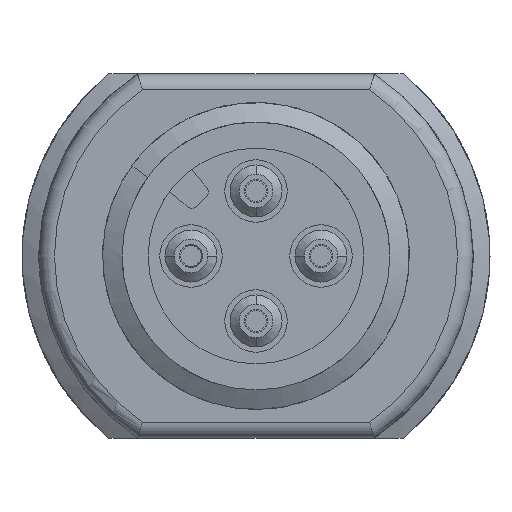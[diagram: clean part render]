
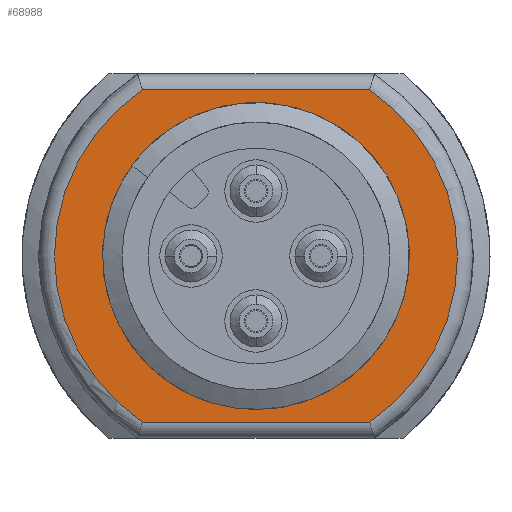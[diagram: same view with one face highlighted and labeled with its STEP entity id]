
A CAD part, front view. The second image highlights one B-rep face of the part: STEP entity #68988.
In plain terms, the highlighted face is planar.
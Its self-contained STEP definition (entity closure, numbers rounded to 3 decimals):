
#65134=CARTESIAN_POINT('',(0.,0.,0.));
#65135=DIRECTION('',(0.,1.,0.));
#65136=DIRECTION('',(1.,0.,0.));
#65137=AXIS2_PLACEMENT_3D('',#65134,#65135,#65136);
#65139=CARTESIAN_POINT('',(0.,0.,0.));
#65140=DIRECTION('',(0.,1.,0.));
#65141=DIRECTION('',(-1.,0.,0.));
#65142=AXIS2_PLACEMENT_3D('',#65139,#65140,#65141);
#65196=CARTESIAN_POINT('',(0.,0.,0.));
#65197=DIRECTION('',(0.,1.,0.));
#65198=DIRECTION('',(0.564,0.,0.826));
#65199=AXIS2_PLACEMENT_3D('',#65196,#65197,#65198);
#65215=DIRECTION('',(1.,0.,0.));
#65216=VECTOR('',#65215,8.741);
#65217=CARTESIAN_POINT('',(-4.37,0.,-6.4));
#65218=LINE('',#65217,#65216);
#65246=CARTESIAN_POINT('',(0.,0.,0.));
#65247=DIRECTION('',(0.,1.,0.));
#65248=DIRECTION('',(-0.564,0.,-0.826));
#65249=AXIS2_PLACEMENT_3D('',#65246,#65247,#65248);
#65324=DIRECTION('',(-1.,0.,0.));
#65325=VECTOR('',#65324,8.741);
#65326=CARTESIAN_POINT('',(4.371,0.,6.4));
#65327=LINE('',#65326,#65325);
#68435=CARTESIAN_POINT('',(4.37,0.,6.4));
#68436=CARTESIAN_POINT('',(4.37,0.,-6.4));
#68437=VERTEX_POINT('',#68435);
#68438=VERTEX_POINT('',#68436);
#68443=CARTESIAN_POINT('',(-4.371,0.,6.4));
#68444=VERTEX_POINT('',#68443);
#68449=CARTESIAN_POINT('',(-4.37,0.,-6.4));
#68450=VERTEX_POINT('',#68449);
#68455=CARTESIAN_POINT('',(5.15,0.,0.));
#68456=CARTESIAN_POINT('',(-5.15,0.,0.));
#68457=VERTEX_POINT('',#68455);
#68458=VERTEX_POINT('',#68456);
#68967=CARTESIAN_POINT('',(16.,0.,-11.448));
#68968=DIRECTION('',(0.,-1.,0.));
#68969=DIRECTION('',(-1.,0.,0.));
#68970=AXIS2_PLACEMENT_3D('',#68967,#68968,#68969);
#68971=PLANE('',#68970);
#68973=ORIENTED_EDGE('',*,*,#68972,.F.);
#68975=ORIENTED_EDGE('',*,*,#68974,.T.);
#68977=ORIENTED_EDGE('',*,*,#68976,.F.);
#68979=ORIENTED_EDGE('',*,*,#68978,.T.);
#68980=EDGE_LOOP('',(#68973,#68975,#68977,#68979));
#68981=FACE_OUTER_BOUND('',#68980,.F.);
#68983=ORIENTED_EDGE('',*,*,#68982,.T.);
#68985=ORIENTED_EDGE('',*,*,#68984,.T.);
#68986=EDGE_LOOP('',(#68983,#68985));
#68987=FACE_BOUND('',#68986,.F.);
#65138=CIRCLE('',#65137,5.15);
#65143=CIRCLE('',#65142,5.15);
#65200=CIRCLE('',#65199,7.75);
#65250=CIRCLE('',#65249,7.75);
#68972=EDGE_CURVE('',#68437,#68438,#65200,.T.);
#68974=EDGE_CURVE('',#68437,#68444,#65327,.T.);
#68976=EDGE_CURVE('',#68450,#68444,#65250,.T.);
#68978=EDGE_CURVE('',#68450,#68438,#65218,.T.);
#68982=EDGE_CURVE('',#68457,#68458,#65138,.T.);
#68984=EDGE_CURVE('',#68458,#68457,#65143,.T.);
#68988=ADVANCED_FACE('',(#68981,#68987),#68971,.F.);
